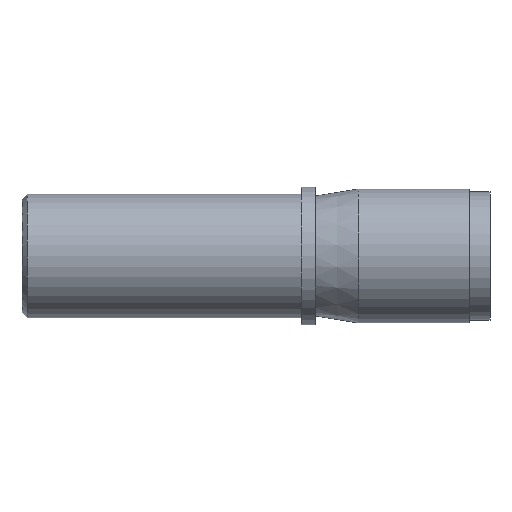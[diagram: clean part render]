
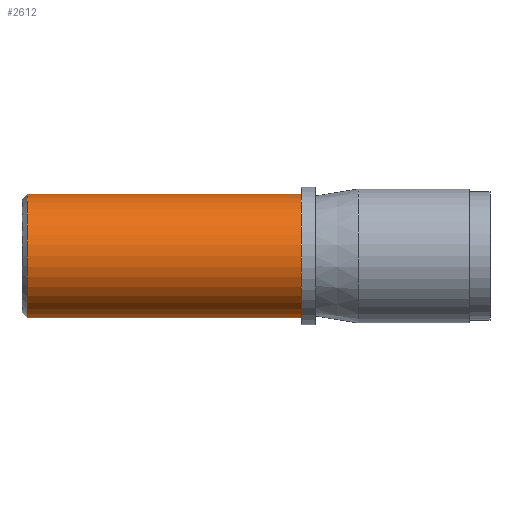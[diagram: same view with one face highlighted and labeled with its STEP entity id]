
A CAD part, top view. The second image highlights one B-rep face of the part: STEP entity #2612.
In plain terms, the highlighted cylindrical face has radius 3.6 mm (diameter 7.2 mm), a partial arc.
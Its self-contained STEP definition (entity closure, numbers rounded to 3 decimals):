
#133=CARTESIAN_POINT('',(0.,0.,0.));
#134=DIRECTION('',(-1.,0.,0.));
#135=DIRECTION('',(0.,-1.,0.));
#136=AXIS2_PLACEMENT_3D('',#133,#134,#135);
#143=CARTESIAN_POINT('',(-16.,0.,0.));
#144=DIRECTION('',(1.,0.,0.));
#145=DIRECTION('',(0.,1.,0.));
#146=AXIS2_PLACEMENT_3D('',#143,#144,#145);
#148=CARTESIAN_POINT('',(-16.,0.,0.));
#149=DIRECTION('',(1.,0.,0.));
#150=DIRECTION('',(0.,0.,1.));
#151=AXIS2_PLACEMENT_3D('',#148,#149,#150);
#211=DIRECTION('',(1.,0.,0.));
#212=VECTOR('',#211,16.);
#213=CARTESIAN_POINT('',(-16.,-3.6,0.));
#214=LINE('',#213,#212);
#215=DIRECTION('',(-1.,0.,0.));
#216=VECTOR('',#215,16.);
#217=CARTESIAN_POINT('',(0.,3.6,0.));
#218=LINE('',#217,#216);
#2011=CARTESIAN_POINT('',(0.,-3.6,0.));
#2012=CARTESIAN_POINT('',(0.,3.6,0.));
#2013=VERTEX_POINT('',#2011);
#2014=VERTEX_POINT('',#2012);
#2015=CARTESIAN_POINT('',(-16.,0.,3.6));
#2016=CARTESIAN_POINT('',(-16.,-3.6,0.));
#2017=VERTEX_POINT('',#2015);
#2018=VERTEX_POINT('',#2016);
#2019=CARTESIAN_POINT('',(-16.,3.6,0.));
#2020=VERTEX_POINT('',#2019);
#2596=CARTESIAN_POINT('',(-16.32,0.,0.));
#2597=DIRECTION('',(1.,0.,0.));
#2598=DIRECTION('',(0.,-1.,0.));
#2599=AXIS2_PLACEMENT_3D('',#2596,#2597,#2598);
#2600=CYLINDRICAL_SURFACE('',#2599,3.6);
#2602=ORIENTED_EDGE('',*,*,#2601,.F.);
#2604=ORIENTED_EDGE('',*,*,#2603,.F.);
#2606=ORIENTED_EDGE('',*,*,#2605,.F.);
#2607=ORIENTED_EDGE('',*,*,#2589,.F.);
#2609=ORIENTED_EDGE('',*,*,#2608,.F.);
#2610=EDGE_LOOP('',(#2602,#2604,#2606,#2607,#2609));
#2611=FACE_OUTER_BOUND('',#2610,.F.);
#137=CIRCLE('',#136,3.6);
#147=CIRCLE('',#146,3.6);
#152=CIRCLE('',#151,3.6);
#2589=EDGE_CURVE('',#2013,#2014,#137,.T.);
#2601=EDGE_CURVE('',#2017,#2018,#152,.T.);
#2603=EDGE_CURVE('',#2020,#2017,#147,.T.);
#2605=EDGE_CURVE('',#2014,#2020,#218,.T.);
#2608=EDGE_CURVE('',#2018,#2013,#214,.T.);
#2612=ADVANCED_FACE('',(#2611),#2600,.T.);
